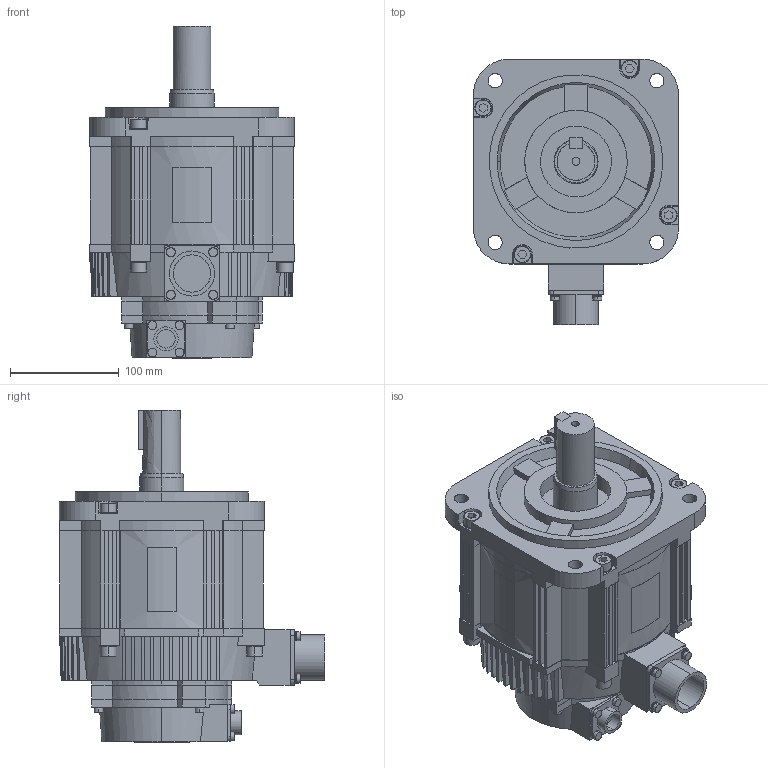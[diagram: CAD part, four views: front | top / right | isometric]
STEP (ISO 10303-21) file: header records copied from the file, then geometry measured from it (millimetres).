
FILE_DESCRIPTION(('FreeCAD Model'),'2;1');
FILE_NAME('Open CASCADE Shape Model','2025-05-03T05:57:15',('FreeCAD'),( 'FreeCAD'),'Open CASCADE STEP processor 7.6','FreeCAD','Unknown');
FILE_SCHEMA(('AUTOMOTIVE_DESIGN { 1 0 10303 214 1 1 1 1 }'));
Length unit declared in the file: millimetre
Products named in the file (1): Open CASCADE STEP translator 7.6 1
Bounding box: 188.29 x 244.03 x 305.02 mm (x, y, z)
Volume: 5572867.9 mm3; surface area: 305915 mm2
Topology: 2 solids, 2 shells, 814 faces, 2140 edges, 1398 vertices
Faces by surface type: bspline 814
Entity records: 24165 total; most frequent: CARTESIAN_POINT 11697, ORIENTED_EDGE 4280, EDGE_CURVE 2140, B_SPLINE_CURVE_WITH_KNOTS 1506, VERTEX_POINT 1398, FACE_BOUND 890, EDGE_LOOP 890, ADVANCED_FACE 814
